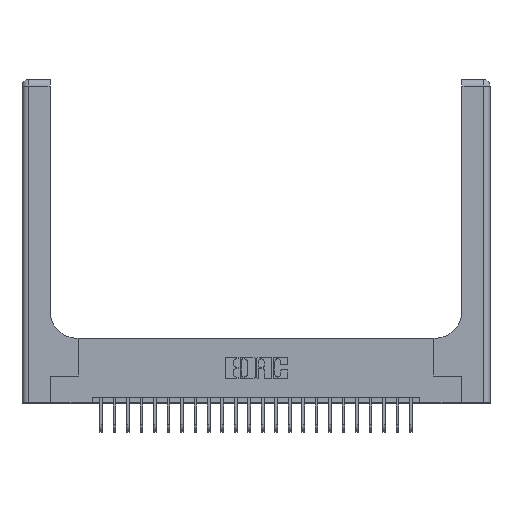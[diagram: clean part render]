
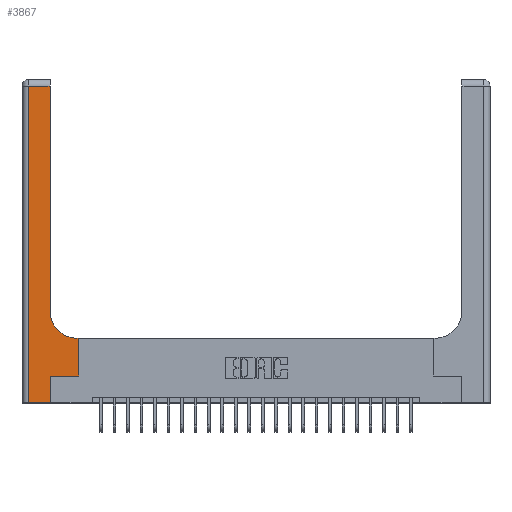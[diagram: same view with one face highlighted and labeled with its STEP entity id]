
A CAD part, top view. The second image highlights one B-rep face of the part: STEP entity #3867.
In plain terms, the highlighted planar face has unit normal (0, 0, 1).
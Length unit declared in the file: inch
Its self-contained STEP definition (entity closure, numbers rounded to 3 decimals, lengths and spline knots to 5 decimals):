
#434 = CARTESIAN_POINT ( 'NONE',  ( 0.265, 0.25, 0.37 ) ) ;
#979 = CARTESIAN_POINT ( 'NONE',  ( 0., 3., 0.37 ) ) ;
#1001 = VERTEX_POINT ( 'NONE', #17804 ) ;
#1199 = ORIENTED_EDGE ( 'NONE', *, *, #11000, .T. ) ;
#1366 = EDGE_LOOP ( 'NONE', ( #15973, #8724, #6543, #16636, #12432, #20902, #16902, #11732, #1199 ) ) ;
#1877 = DIRECTION ( 'NONE',  ( 1., 0., 0. ) ) ;
#2038 = CARTESIAN_POINT ( 'NONE',  ( 0.26, 0.6, 0.37 ) ) ;
#2046 = VECTOR ( 'NONE', #7041, 39.37008 ) ;
#2636 = DIRECTION ( 'NONE',  ( 1., 0., 0. ) ) ;
#2681 = VERTEX_POINT ( 'NONE', #11397 ) ;
#2723 = CARTESIAN_POINT ( 'NONE',  ( 0.51, 0.85, 0.37 ) ) ;
#3373 = DIRECTION ( 'NONE',  ( -1., 0., 0. ) ) ;
#3867 = ADVANCED_FACE ( 'NONE', ( #12228 ), #24335, .F. ) ;
#3869 = VERTEX_POINT ( 'NONE', #22826 ) ;
#4145 = LINE ( 'NONE', #14723, #2046 ) ;
#4904 = EDGE_CURVE ( 'NONE', #2681, #12640, #10366, .T. ) ;
#5053 = CARTESIAN_POINT ( 'NONE',  ( 0.51, 0.6, 0.37 ) ) ;
#5596 = AXIS2_PLACEMENT_3D ( 'NONE', #979, #16697, #20695 ) ;
#5732 = CARTESIAN_POINT ( 'NONE',  ( 0., 0., 0.37 ) ) ;
#6543 = ORIENTED_EDGE ( 'NONE', *, *, #11759, .T. ) ;
#6798 = CARTESIAN_POINT ( 'NONE',  ( 0.06, 0., 0.37 ) ) ;
#7041 = DIRECTION ( 'NONE',  ( 0., 1., 0. ) ) ;
#7605 = CARTESIAN_POINT ( 'NONE',  ( 0., 2.94, 0.37 ) ) ;
#7838 = VECTOR ( 'NONE', #12956, 39.37008 ) ;
#8724 = ORIENTED_EDGE ( 'NONE', *, *, #4904, .T. ) ;
#9143 = DIRECTION ( 'NONE',  ( 1., 0., 0. ) ) ;
#10366 = LINE ( 'NONE', #7605, #20392 ) ;
#10418 = VECTOR ( 'NONE', #18539, 39.37008 ) ;
#10513 = LINE ( 'NONE', #16766, #15059 ) ;
#11000 = EDGE_CURVE ( 'NONE', #18210, #3869, #16271, .T. ) ;
#11088 = CARTESIAN_POINT ( 'NONE',  ( 0.528, 0.25, 0.37 ) ) ;
#11092 = DIRECTION ( 'NONE',  ( 0., -1., 0. ) ) ;
#11397 = CARTESIAN_POINT ( 'NONE',  ( 0.26, 2.94, 0.37 ) ) ;
#11504 = DIRECTION ( 'NONE',  ( -1., 0., 0. ) ) ;
#11732 = ORIENTED_EDGE ( 'NONE', *, *, #21139, .T. ) ;
#11759 = EDGE_CURVE ( 'NONE', #12640, #23032, #10513, .T. ) ;
#11915 = VECTOR ( 'NONE', #1877, 39.37008 ) ;
#11965 = VECTOR ( 'NONE', #3373, 39.37008 ) ;
#12228 = FACE_OUTER_BOUND ( 'NONE', #1366, .T. ) ;
#12432 = ORIENTED_EDGE ( 'NONE', *, *, #14459, .T. ) ;
#12442 = CARTESIAN_POINT ( 'NONE',  ( 0.265, 0., 0.37 ) ) ;
#12523 = LINE ( 'NONE', #12700, #17093 ) ;
#12640 = VERTEX_POINT ( 'NONE', #13285 ) ;
#12686 = VERTEX_POINT ( 'NONE', #434 ) ;
#12700 = CARTESIAN_POINT ( 'NONE',  ( 0.265, 0.25, 0.37 ) ) ;
#12956 = DIRECTION ( 'NONE',  ( 0., 1., 0. ) ) ;
#13220 = VERTEX_POINT ( 'NONE', #11088 ) ;
#13285 = CARTESIAN_POINT ( 'NONE',  ( 0.06, 2.94, 0.37 ) ) ;
#14459 = EDGE_CURVE ( 'NONE', #22115, #12686, #15556, .T. ) ;
#14723 = CARTESIAN_POINT ( 'NONE',  ( 0.26, 3., 0.37 ) ) ;
#15059 = VECTOR ( 'NONE', #11092, 39.37008 ) ;
#15556 = LINE ( 'NONE', #24308, #10418 ) ;
#15973 = ORIENTED_EDGE ( 'NONE', *, *, #20425, .T. ) ;
#16271 = CIRCLE ( 'NONE', #21329, 0.25 ) ;
#16636 = ORIENTED_EDGE ( 'NONE', *, *, #19304, .T. ) ;
#16697 = DIRECTION ( 'NONE',  ( 0., 0., -1. ) ) ;
#16766 = CARTESIAN_POINT ( 'NONE',  ( 0.06, 3., 0.37 ) ) ;
#16902 = ORIENTED_EDGE ( 'NONE', *, *, #19048, .T. ) ;
#17093 = VECTOR ( 'NONE', #9143, 39.37008 ) ;
#17143 = LINE ( 'NONE', #2038, #11965 ) ;
#17804 = CARTESIAN_POINT ( 'NONE',  ( 0.528, 0.6, 0.37 ) ) ;
#18031 = DIRECTION ( 'NONE',  ( 0., 0., -1. ) ) ;
#18210 = VERTEX_POINT ( 'NONE', #5053 ) ;
#18539 = DIRECTION ( 'NONE',  ( 0., 1., 0. ) ) ;
#18753 = LINE ( 'NONE', #5732, #11915 ) ;
#19048 = EDGE_CURVE ( 'NONE', #13220, #1001, #23316, .T. ) ;
#19304 = EDGE_CURVE ( 'NONE', #23032, #22115, #18753, .T. ) ;
#20392 = VECTOR ( 'NONE', #11504, 39.37008 ) ;
#20425 = EDGE_CURVE ( 'NONE', #3869, #2681, #4145, .T. ) ;
#20695 = DIRECTION ( 'NONE',  ( -1., 0., 0. ) ) ;
#20902 = ORIENTED_EDGE ( 'NONE', *, *, #22329, .T. ) ;
#21139 = EDGE_CURVE ( 'NONE', #1001, #18210, #17143, .T. ) ;
#21329 = AXIS2_PLACEMENT_3D ( 'NONE', #2723, #18031, #2636 ) ;
#22115 = VERTEX_POINT ( 'NONE', #12442 ) ;
#22329 = EDGE_CURVE ( 'NONE', #12686, #13220, #12523, .T. ) ;
#22826 = CARTESIAN_POINT ( 'NONE',  ( 0.26, 0.85, 0.37 ) ) ;
#23032 = VERTEX_POINT ( 'NONE', #6798 ) ;
#23316 = LINE ( 'NONE', #24581, #7838 ) ;
#24308 = CARTESIAN_POINT ( 'NONE',  ( 0.265, 0., 0.37 ) ) ;
#24335 = PLANE ( 'NONE',  #5596 ) ;
#24581 = CARTESIAN_POINT ( 'NONE',  ( 0.528, 0.25, 0.37 ) ) ;
